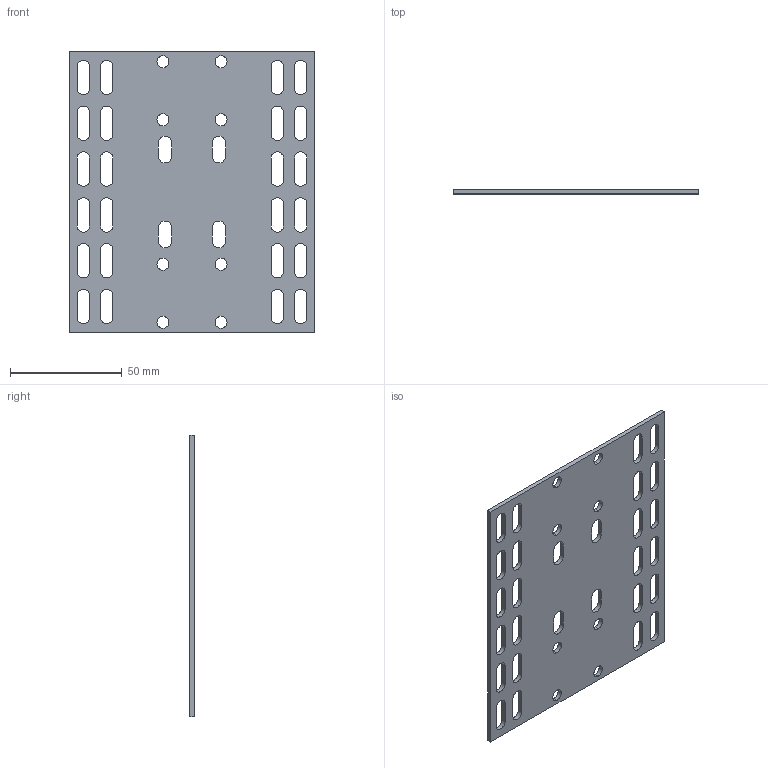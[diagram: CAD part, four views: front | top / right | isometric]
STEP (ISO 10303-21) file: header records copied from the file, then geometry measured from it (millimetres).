
FILE_DESCRIPTION (( 'STEP AP214' ), '1' );
FILE_NAME ('B786 Ìîíòàæíàÿ ïëàñòèíà ïîä êàðåòêè HGH15.STEP', '2025-12-03T09:35:25', ( '' ), ( '' ), 'SwSTEP 2.0', 'SolidWorks 2025', '' );
FILE_SCHEMA (( 'AUTOMOTIVE_DESIGN' ));
Length unit declared in the file: millimetre
Products named in the file (1): B786 Монтажная пластина под каретки HGH15
Bounding box: 110 x 2 x 126 mm (x, y, z)
Volume: 23085.4 mm3; surface area: 26327.4 mm2
Topology: 1 solids, 1 shells, 162 faces, 480 edges, 320 vertices
Faces by surface type: cylinder 100, plane 62
Entity records: 5671 total; most frequent: DIRECTION 1006, CARTESIAN_POINT 963, ORIENTED_EDGE 960, EDGE_CURVE 480, AXIS2_PLACEMENT_3D 363, VERTEX_POINT 320, LINE 280, VECTOR 280
